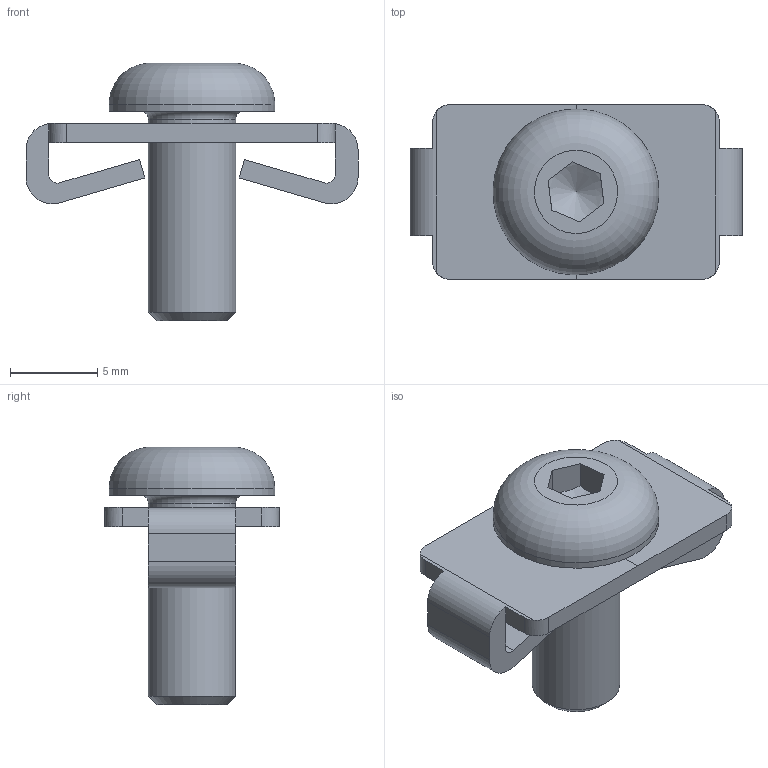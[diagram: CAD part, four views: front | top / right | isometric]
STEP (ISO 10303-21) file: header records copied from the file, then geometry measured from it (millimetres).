
FILE_DESCRIPTION(/* description */ ('KriTec_Standardverbindungssatz_5_verzinkt'),/* implementation_level */ '2;1');
FILE_NAME(/* name */ '11403_KriTec_Standardverbindungssatz_5_verzinkt.stp',/* time_stamp */ '2021-10-29T13:35:16+02:00',/* author */ ('jendrek'),/* organization */ (''),/* preprocessor_version */ 'ST-DEVELOPER v17',/* originating_system */ 'Autodesk Inventor 2018',/* authorisation */ '');
FILE_SCHEMA (('AUTOMOTIVE_DESIGN { 1 0 10303 214 3 1 1 }'));
Length unit declared in the file: centimetre
Products named in the file (1): 11403
Bounding box: 19 x 10 x 14.75 mm (x, y, z)
Volume: 650.5 mm3; surface area: 983.8 mm2
Topology: 2 solids, 2 shells, 51 faces, 142 edges, 95 vertices
Faces by surface type: plane 34, cylinder 13, torus 2, cone 2
Full cylindrical faces by diameter (mm): 5 x1, 5.2 x1, 9.5 x1
Entity records: 1695 total; most frequent: CARTESIAN_POINT 330, ORIENTED_EDGE 282, DIRECTION 275, EDGE_CURVE 141, VERTEX_POINT 95, AXIS2_PLACEMENT_3D 93, LINE 89, VECTOR 89
